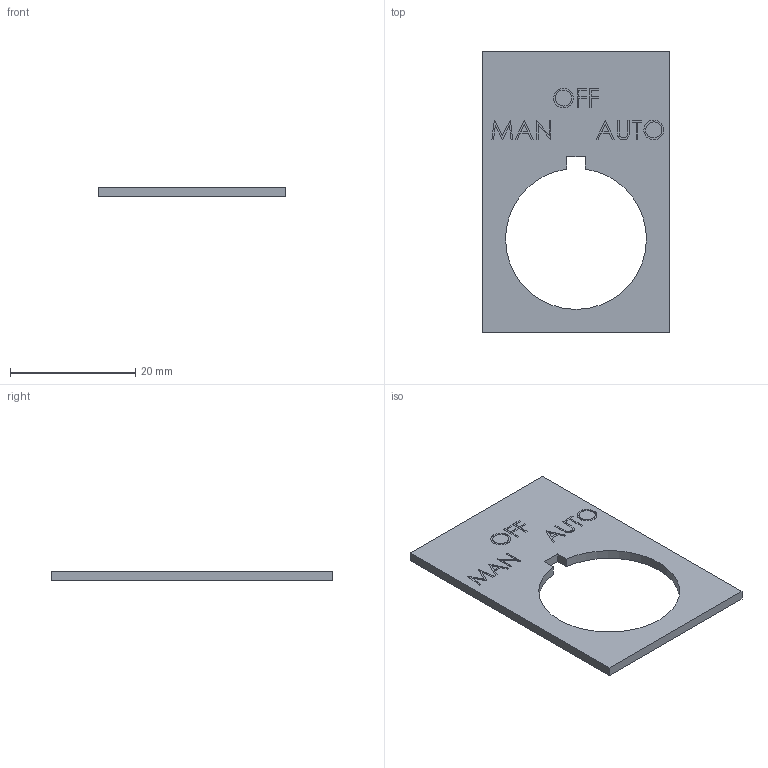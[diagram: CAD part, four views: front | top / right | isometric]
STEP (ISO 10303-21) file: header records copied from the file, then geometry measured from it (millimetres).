
FILE_DESCRIPTION (( 'STEP AP214' ), '1' );
FILE_NAME ('ECX1670-B47.step', '2018-10-09T17:04:49', ( '' ), ( '' ), 'SwSTEP 2.0', 'SolidWorks 2017', '' );
FILE_SCHEMA (( 'AUTOMOTIVE_DESIGN' ));
Length unit declared in the file: inch
Products named in the file (1): ECX1670-B47
Bounding box: 30 x 45 x 1.5 mm (x, y, z)
Volume: 1419.6 mm3; surface area: 2234 mm2
Topology: 1 solids, 1 shells, 128 faces, 336 edges, 224 vertices
Faces by surface type: plane 102, bspline 23, cylinder 3
Entity records: 7044 total; most frequent: CARTESIAN_POINT 2528, ORIENTED_EDGE 672, DIRECTION 508, EDGE_CURVE 336, VECTOR 284, LINE 284, VERTEX_POINT 224, EDGE_LOOP 144
